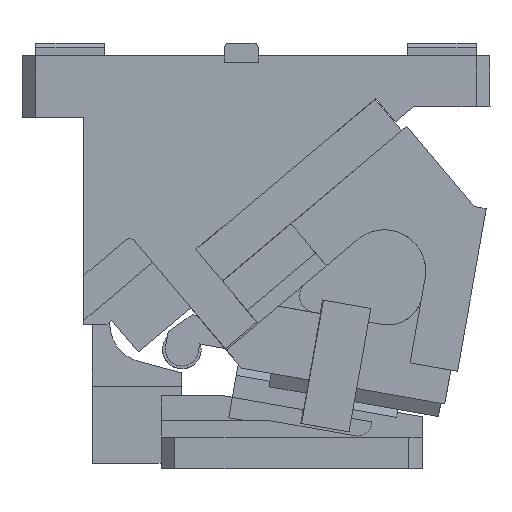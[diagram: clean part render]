
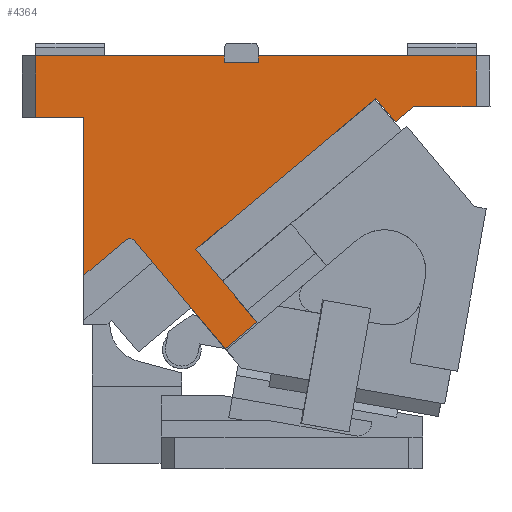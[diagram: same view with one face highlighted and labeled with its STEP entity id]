
A CAD part, front view. The second image highlights one B-rep face of the part: STEP entity #4364.
In plain terms, the highlighted planar face has unit normal (0, -1, 0).
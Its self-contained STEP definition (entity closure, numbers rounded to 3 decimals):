
#3631=CARTESIAN_POINT('Vertex',(-91.,-100.,300.)) ;
#3634=CARTESIAN_POINT('Line Origine',(-22.598,-100.,300.)) ;
#3638=CARTESIAN_POINT('Vertex',(45.803,-100.,300.)) ;
#3977=CARTESIAN_POINT('Vertex',(-56.,-100.,255.)) ;
#3980=CARTESIAN_POINT('Line Origine',(-73.5,-100.,255.)) ;
#3984=CARTESIAN_POINT('Vertex',(-91.,-100.,255.)) ;
#4215=CARTESIAN_POINT('Line Origine',(-91.,-100.,277.5)) ;
#4227=CARTESIAN_POINT('Axis2P3D Location',(21.372,-100.,166.855)) ;
#4232=CARTESIAN_POINT('Line Origine',(90.632,-100.,214.011)) ;
#4236=CARTESIAN_POINT('Vertex',(25.327,-100.,159.213)) ;
#4238=CARTESIAN_POINT('Vertex',(155.937,-100.,268.808)) ;
#4241=CARTESIAN_POINT('Line Origine',(163.008,-100.,260.382)) ;
#4245=CARTESIAN_POINT('Vertex',(170.079,-100.,251.955)) ;
#4248=CARTESIAN_POINT('Line Origine',(176.66,-100.,257.478)) ;
#4252=CARTESIAN_POINT('Vertex',(183.241,-100.,263.)) ;
#4255=CARTESIAN_POINT('Line Origine',(206.121,-100.,263.)) ;
#4259=CARTESIAN_POINT('Vertex',(229.,-100.,263.)) ;
#4262=CARTESIAN_POINT('Line Origine',(229.,-100.,281.5)) ;
#4266=CARTESIAN_POINT('Vertex',(229.,-100.,300.)) ;
#4269=CARTESIAN_POINT('Line Origine',(149.902,-100.,300.)) ;
#4273=CARTESIAN_POINT('Vertex',(70.803,-100.,300.)) ;
#4276=CARTESIAN_POINT('Line Origine',(70.803,-100.,297.5)) ;
#4280=CARTESIAN_POINT('Vertex',(70.803,-100.,295.)) ;
#4283=CARTESIAN_POINT('Line Origine',(58.303,-100.,295.)) ;
#4287=CARTESIAN_POINT('Vertex',(45.803,-100.,295.)) ;
#4290=CARTESIAN_POINT('Line Origine',(45.803,-100.,297.5)) ;
#4295=CARTESIAN_POINT('Line Origine',(-56.,-100.,197.789)) ;
#4299=CARTESIAN_POINT('Vertex',(-56.,-100.,140.577)) ;
#4302=CARTESIAN_POINT('Line Origine',(-40.955,-100.,153.201)) ;
#4306=CARTESIAN_POINT('Vertex',(-25.911,-100.,165.825)) ;
#4310=CARTESIAN_POINT('Control Point',(-25.911,-100.,165.825)) ;
#4311=CARTESIAN_POINT('Control Point',(-25.491,-100.,166.177)) ;
#4312=CARTESIAN_POINT('Control Point',(-25.023,-100.,166.472)) ;
#4313=CARTESIAN_POINT('Control Point',(-24.518,-100.,166.7)) ;
#4314=CARTESIAN_POINT('Control Point',(-23.457,-100.,167.013)) ;
#4315=CARTESIAN_POINT('Control Point',(-22.352,-100.,167.028)) ;
#4316=CARTESIAN_POINT('Control Point',(-21.801,-100.,166.96)) ;
#4317=CARTESIAN_POINT('Control Point',(-20.804,-100.,166.693)) ;
#4318=CARTESIAN_POINT('Control Point',(-19.907,-100.,166.185)) ;
#4319=CARTESIAN_POINT('Control Point',(-19.521,-100.,165.901)) ;
#4320=CARTESIAN_POINT('Control Point',(-19.172,-100.,165.573)) ;
#4321=CARTESIAN_POINT('Control Point',(-18.866,-100.,165.209)) ;
#4322=CARTESIAN_POINT('Vertex',(-18.866,-100.,165.209)) ;
#4325=CARTESIAN_POINT('Line Origine',(13.916,-100.,126.14)) ;
#4329=CARTESIAN_POINT('Vertex',(46.698,-100.,87.072)) ;
#4332=CARTESIAN_POINT('Line Origine',(58.189,-100.,96.714)) ;
#4336=CARTESIAN_POINT('Vertex',(69.679,-100.,106.356)) ;
#4339=CARTESIAN_POINT('Line Origine',(47.503,-100.,132.784)) ;
#3635=DIRECTION('Vector Direction',(1.,0.,0.)) ;
#3981=DIRECTION('Vector Direction',(1.,0.,0.)) ;
#4216=DIRECTION('Vector Direction',(0.,0.,-1.)) ;
#4228=DIRECTION('Axis2P3D Direction',(0.,-1.,-0.)) ;
#4229=DIRECTION('Axis2P3D XDirection',(-0.985,0.,-0.174)) ;
#4233=DIRECTION('Vector Direction',(0.766,0.,0.643)) ;
#4242=DIRECTION('Vector Direction',(-0.643,0.,0.766)) ;
#4249=DIRECTION('Vector Direction',(0.766,0.,0.643)) ;
#4256=DIRECTION('Vector Direction',(1.,0.,0.)) ;
#4263=DIRECTION('Vector Direction',(0.,0.,1.)) ;
#4270=DIRECTION('Vector Direction',(1.,0.,0.)) ;
#4277=DIRECTION('Vector Direction',(0.,0.,-1.)) ;
#4284=DIRECTION('Vector Direction',(1.,0.,0.)) ;
#4291=DIRECTION('Vector Direction',(0.,0.,-1.)) ;
#4296=DIRECTION('Vector Direction',(0.,0.,-1.)) ;
#4303=DIRECTION('Vector Direction',(0.766,0.,0.643)) ;
#4326=DIRECTION('Vector Direction',(0.643,0.,-0.766)) ;
#4333=DIRECTION('Vector Direction',(-0.766,0.,-0.643)) ;
#4340=DIRECTION('Vector Direction',(-0.643,0.,0.766)) ;
#4230=AXIS2_PLACEMENT_3D('Plane Axis2P3D',#4227,#4228,#4229) ;
#4345=ORIENTED_EDGE('',*,*,#4240,.T.) ;
#4346=ORIENTED_EDGE('',*,*,#4247,.F.) ;
#4347=ORIENTED_EDGE('',*,*,#4254,.F.) ;
#4348=ORIENTED_EDGE('',*,*,#4261,.T.) ;
#4349=ORIENTED_EDGE('',*,*,#4268,.T.) ;
#4350=ORIENTED_EDGE('',*,*,#4275,.F.) ;
#4351=ORIENTED_EDGE('',*,*,#4282,.T.) ;
#4352=ORIENTED_EDGE('',*,*,#4289,.T.) ;
#4353=ORIENTED_EDGE('',*,*,#4294,.F.) ;
#4354=ORIENTED_EDGE('',*,*,#3640,.F.) ;
#4355=ORIENTED_EDGE('',*,*,#4219,.T.) ;
#4356=ORIENTED_EDGE('',*,*,#3986,.T.) ;
#4357=ORIENTED_EDGE('',*,*,#4301,.T.) ;
#4358=ORIENTED_EDGE('',*,*,#4308,.T.) ;
#4359=ORIENTED_EDGE('',*,*,#4324,.T.) ;
#4360=ORIENTED_EDGE('',*,*,#4331,.T.) ;
#4361=ORIENTED_EDGE('',*,*,#4338,.F.) ;
#4362=ORIENTED_EDGE('',*,*,#4343,.T.) ;
#3636=VECTOR('Line Direction',#3635,1.) ;
#3982=VECTOR('Line Direction',#3981,1.) ;
#4217=VECTOR('Line Direction',#4216,1.) ;
#4234=VECTOR('Line Direction',#4233,1.) ;
#4243=VECTOR('Line Direction',#4242,1.) ;
#4250=VECTOR('Line Direction',#4249,1.) ;
#4257=VECTOR('Line Direction',#4256,1.) ;
#4264=VECTOR('Line Direction',#4263,1.) ;
#4271=VECTOR('Line Direction',#4270,1.) ;
#4278=VECTOR('Line Direction',#4277,1.) ;
#4285=VECTOR('Line Direction',#4284,1.) ;
#4292=VECTOR('Line Direction',#4291,1.) ;
#4297=VECTOR('Line Direction',#4296,1.) ;
#4304=VECTOR('Line Direction',#4303,1.) ;
#4327=VECTOR('Line Direction',#4326,1.) ;
#4334=VECTOR('Line Direction',#4333,1.) ;
#4341=VECTOR('Line Direction',#4340,1.) ;
#4364=ADVANCED_FACE('CAM HOLDER',(#4363),#4231,.T.) ;
#4309=B_SPLINE_CURVE_WITH_KNOTS('',5,(#4310,#4311,#4312,#4313,#4314,#4315,#4316,#4317,#4318,#4319,#4320,#4321),.UNSPECIFIED.,.F.,.U.,(6,3,3,6),(0.,3.873,7.746,11.107),.UNSPECIFIED.) ;
#3640=EDGE_CURVE('',#3632,#3639,#3637,.T.) ;
#3986=EDGE_CURVE('',#3985,#3978,#3983,.T.) ;
#4219=EDGE_CURVE('',#3632,#3985,#4218,.T.) ;
#4240=EDGE_CURVE('',#4237,#4239,#4235,.T.) ;
#4247=EDGE_CURVE('',#4246,#4239,#4244,.T.) ;
#4254=EDGE_CURVE('',#4253,#4246,#4251,.F.) ;
#4261=EDGE_CURVE('',#4253,#4260,#4258,.T.) ;
#4268=EDGE_CURVE('',#4260,#4267,#4265,.T.) ;
#4275=EDGE_CURVE('',#4274,#4267,#4272,.T.) ;
#4282=EDGE_CURVE('',#4274,#4281,#4279,.T.) ;
#4289=EDGE_CURVE('',#4281,#4288,#4286,.F.) ;
#4294=EDGE_CURVE('',#3639,#4288,#4293,.T.) ;
#4301=EDGE_CURVE('',#3978,#4300,#4298,.T.) ;
#4308=EDGE_CURVE('',#4300,#4307,#4305,.T.) ;
#4324=EDGE_CURVE('',#4307,#4323,#4309,.T.) ;
#4331=EDGE_CURVE('',#4323,#4330,#4328,.T.) ;
#4338=EDGE_CURVE('',#4337,#4330,#4335,.T.) ;
#4343=EDGE_CURVE('',#4337,#4237,#4342,.T.) ;
#4344=EDGE_LOOP('',(#4345,#4346,#4347,#4348,#4349,#4350,#4351,#4352,#4353,#4354,#4355,#4356,#4357,#4358,#4359,#4360,#4361,#4362)) ;
#4363=FACE_OUTER_BOUND('',#4344,.T.) ;
#3637=LINE('Line',#3634,#3636) ;
#3983=LINE('Line',#3980,#3982) ;
#4218=LINE('Line',#4215,#4217) ;
#4235=LINE('Line',#4232,#4234) ;
#4244=LINE('Line',#4241,#4243) ;
#4251=LINE('Line',#4248,#4250) ;
#4258=LINE('Line',#4255,#4257) ;
#4265=LINE('Line',#4262,#4264) ;
#4272=LINE('Line',#4269,#4271) ;
#4279=LINE('Line',#4276,#4278) ;
#4286=LINE('Line',#4283,#4285) ;
#4293=LINE('Line',#4290,#4292) ;
#4298=LINE('Line',#4295,#4297) ;
#4305=LINE('Line',#4302,#4304) ;
#4328=LINE('Line',#4325,#4327) ;
#4335=LINE('Line',#4332,#4334) ;
#4342=LINE('Line',#4339,#4341) ;
#4231=PLANE('Plane',#4230) ;
#3632=VERTEX_POINT('',#3631) ;
#3639=VERTEX_POINT('',#3638) ;
#3978=VERTEX_POINT('',#3977) ;
#3985=VERTEX_POINT('',#3984) ;
#4237=VERTEX_POINT('',#4236) ;
#4239=VERTEX_POINT('',#4238) ;
#4246=VERTEX_POINT('',#4245) ;
#4253=VERTEX_POINT('',#4252) ;
#4260=VERTEX_POINT('',#4259) ;
#4267=VERTEX_POINT('',#4266) ;
#4274=VERTEX_POINT('',#4273) ;
#4281=VERTEX_POINT('',#4280) ;
#4288=VERTEX_POINT('',#4287) ;
#4300=VERTEX_POINT('',#4299) ;
#4307=VERTEX_POINT('',#4306) ;
#4323=VERTEX_POINT('',#4322) ;
#4330=VERTEX_POINT('',#4329) ;
#4337=VERTEX_POINT('',#4336) ;
